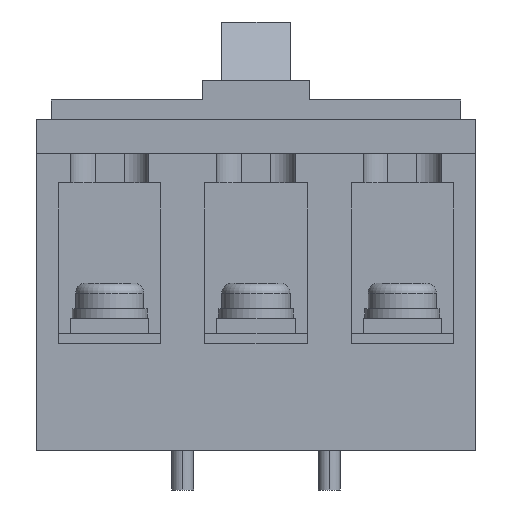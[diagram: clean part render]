
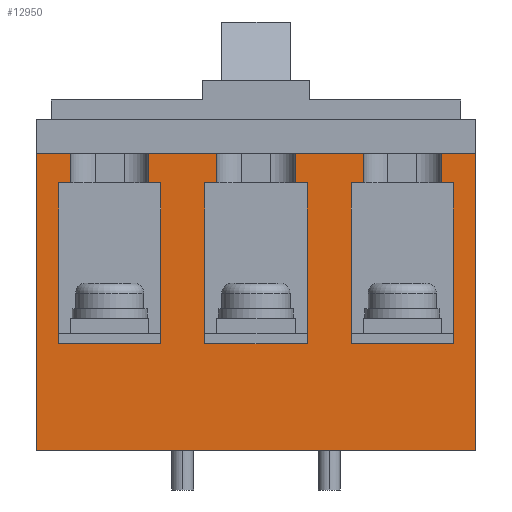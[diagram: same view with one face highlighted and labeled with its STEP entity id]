
A CAD part, front view. The second image highlights one B-rep face of the part: STEP entity #12950.
In plain terms, the highlighted planar face has unit normal (0, -1, 0).
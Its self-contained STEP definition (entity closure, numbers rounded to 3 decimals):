
#8330=CARTESIAN_POINT('',(45.,-77.5,-176.814));
#8340=VERTEX_POINT('',#8330);
#8370=CARTESIAN_POINT('',(45.,-77.5,-115.814));
#8380=DIRECTION('',(0.,0.,-1.));
#8390=VECTOR('',#8380,1.);
#8400=LINE('',#8370,#8390);
#8410=CARTESIAN_POINT('',(45.,-77.5,-115.814));
#8420=VERTEX_POINT('',#8410);
#8430=EDGE_CURVE('',#8420,#8340,#8400,.T.);
#8810=CARTESIAN_POINT('',(-45.,-77.5,-115.814));
#8820=VERTEX_POINT('',#8810);
#8850=CARTESIAN_POINT('',(-45.,-77.5,0.));
#8860=DIRECTION('',(0.,0.,-1.));
#8870=VECTOR('',#8860,1.);
#8880=LINE('',#8850,#8870);
#8890=CARTESIAN_POINT('',(-45.,-77.5,-176.814));
#8900=VERTEX_POINT('',#8890);
#8910=EDGE_CURVE('',#8820,#8900,#8880,.T.);
#9770=CARTESIAN_POINT('',(0.,-77.5,-115.814));
#9780=DIRECTION('',(-1.,0.,0.));
#9790=VECTOR('',#9780,1.);
#9800=LINE('',#9770,#9790);
#9810=CARTESIAN_POINT('',(38.,-77.5,-115.814));
#9820=VERTEX_POINT('',#9810);
#9830=EDGE_CURVE('',#8420,#9820,#9800,.T.);
#10230=CARTESIAN_POINT('',(22.,-77.5,-115.814));
#10240=VERTEX_POINT('',#10230);
#10270=CARTESIAN_POINT('',(8.,-77.5,-115.814));
#10280=VERTEX_POINT('',#10270);
#10290=EDGE_CURVE('',#10240,#10280,#9800,.T.);
#10690=CARTESIAN_POINT('',(-8.,-77.5,-115.814));
#10700=VERTEX_POINT('',#10690);
#10730=CARTESIAN_POINT('',(-22.,-77.5,-115.814));
#10740=VERTEX_POINT('',#10730);
#10750=EDGE_CURVE('',#10700,#10740,#9800,.T.);
#11150=CARTESIAN_POINT('',(-38.,-77.5,-115.814));
#11160=VERTEX_POINT('',#11150);
#11190=EDGE_CURVE('',#11160,#8820,#9800,.T.);
#11260=CARTESIAN_POINT('',(45.,-77.5,-176.814));
#11270=DIRECTION('',(0.,1.,0.));
#11280=DIRECTION('',(0.,0.,-1.));
#11290=AXIS2_PLACEMENT_3D('',#11260,#11270,#11280);
#11300=PLANE('',#11290);
#11310=CARTESIAN_POINT('',(-38.,-77.5,0.));
#11320=DIRECTION('',(0.,0.,-1.));
#11330=VECTOR('',#11320,1.);
#11340=LINE('',#11310,#11330);
#11350=CARTESIAN_POINT('',(-38.,-77.5,-121.814));
#11360=VERTEX_POINT('',#11350);
#11370=EDGE_CURVE('',#11160,#11360,#11340,.T.);
#11380=ORIENTED_EDGE('',*,*,#11370,.F.);
#11390=CARTESIAN_POINT('',(0.,-77.5,-121.814));
#11400=DIRECTION('',(1.,0.,-0.));
#11410=VECTOR('',#11400,1.);
#11420=LINE('',#11390,#11410);
#11430=CARTESIAN_POINT('',(-40.5,-77.5,-121.814));
#11440=VERTEX_POINT('',#11430);
#11450=EDGE_CURVE('',#11440,#11360,#11420,.T.);
#11460=ORIENTED_EDGE('',*,*,#11450,.T.);
#11470=CARTESIAN_POINT('',(-40.5,-77.5,0.));
#11480=DIRECTION('',(0.,0.,-1.));
#11490=VECTOR('',#11480,1.);
#11500=LINE('',#11470,#11490);
#11510=CARTESIAN_POINT('',(-40.5,-77.5,-154.814));
#11520=VERTEX_POINT('',#11510);
#11530=EDGE_CURVE('',#11440,#11520,#11500,.T.);
#11540=ORIENTED_EDGE('',*,*,#11530,.F.);
#11550=CARTESIAN_POINT('',(0.,-77.5,-154.814));
#11560=DIRECTION('',(1.,0.,-0.));
#11570=VECTOR('',#11560,1.);
#11580=LINE('',#11550,#11570);
#11590=CARTESIAN_POINT('',(-19.5,-77.5,-154.814));
#11600=VERTEX_POINT('',#11590);
#11610=EDGE_CURVE('',#11520,#11600,#11580,.T.);
#11620=ORIENTED_EDGE('',*,*,#11610,.F.);
#11630=CARTESIAN_POINT('',(-19.5,-77.5,0.));
#11640=DIRECTION('',(0.,0.,1.));
#11650=VECTOR('',#11640,1.);
#11660=LINE('',#11630,#11650);
#11670=CARTESIAN_POINT('',(-19.5,-77.5,-121.814));
#11680=VERTEX_POINT('',#11670);
#11690=EDGE_CURVE('',#11600,#11680,#11660,.T.);
#11700=ORIENTED_EDGE('',*,*,#11690,.F.);
#11710=CARTESIAN_POINT('',(-22.,-77.5,-121.814));
#11720=VERTEX_POINT('',#11710);
#11730=EDGE_CURVE('',#11720,#11680,#11420,.T.);
#11740=ORIENTED_EDGE('',*,*,#11730,.T.);
#11750=CARTESIAN_POINT('',(-22.,-77.5,0.));
#11760=DIRECTION('',(0.,0.,1.));
#11770=VECTOR('',#11760,1.);
#11780=LINE('',#11750,#11770);
#11790=EDGE_CURVE('',#11720,#10740,#11780,.T.);
#11800=ORIENTED_EDGE('',*,*,#11790,.F.);
#11810=ORIENTED_EDGE('',*,*,#10750,.T.);
#11820=CARTESIAN_POINT('',(-8.,-77.5,0.));
#11830=DIRECTION('',(0.,0.,-1.));
#11840=VECTOR('',#11830,1.);
#11850=LINE('',#11820,#11840);
#11860=CARTESIAN_POINT('',(-8.,-77.5,-121.814));
#11870=VERTEX_POINT('',#11860);
#11880=EDGE_CURVE('',#10700,#11870,#11850,.T.);
#11890=ORIENTED_EDGE('',*,*,#11880,.F.);
#11900=CARTESIAN_POINT('',(0.,-77.5,-121.814));
#11910=DIRECTION('',(1.,0.,-0.));
#11920=VECTOR('',#11910,1.);
#11930=LINE('',#11900,#11920);
#11940=CARTESIAN_POINT('',(-10.5,-77.5,-121.814));
#11950=VERTEX_POINT('',#11940);
#11960=EDGE_CURVE('',#11950,#11870,#11930,.T.);
#11970=ORIENTED_EDGE('',*,*,#11960,.T.);
#11980=CARTESIAN_POINT('',(-10.5,-77.5,0.));
#11990=DIRECTION('',(0.,0.,-1.));
#12000=VECTOR('',#11990,1.);
#12010=LINE('',#11980,#12000);
#12020=CARTESIAN_POINT('',(-10.5,-77.5,-154.814));
#12030=VERTEX_POINT('',#12020);
#12040=EDGE_CURVE('',#11950,#12030,#12010,.T.);
#12050=ORIENTED_EDGE('',*,*,#12040,.F.);
#12060=CARTESIAN_POINT('',(0.,-77.5,-154.814));
#12070=DIRECTION('',(1.,0.,-0.));
#12080=VECTOR('',#12070,1.);
#12090=LINE('',#12060,#12080);
#12100=CARTESIAN_POINT('',(10.5,-77.5,-154.814));
#12110=VERTEX_POINT('',#12100);
#12120=EDGE_CURVE('',#12030,#12110,#12090,.T.);
#12130=ORIENTED_EDGE('',*,*,#12120,.F.);
#12140=CARTESIAN_POINT('',(10.5,-77.5,0.));
#12150=DIRECTION('',(0.,0.,1.));
#12160=VECTOR('',#12150,1.);
#12170=LINE('',#12140,#12160);
#12180=CARTESIAN_POINT('',(10.5,-77.5,-121.814));
#12190=VERTEX_POINT('',#12180);
#12200=EDGE_CURVE('',#12110,#12190,#12170,.T.);
#12210=ORIENTED_EDGE('',*,*,#12200,.F.);
#12220=CARTESIAN_POINT('',(8.,-77.5,-121.814));
#12230=VERTEX_POINT('',#12220);
#12240=EDGE_CURVE('',#12230,#12190,#11930,.T.);
#12250=ORIENTED_EDGE('',*,*,#12240,.T.);
#12260=CARTESIAN_POINT('',(8.,-77.5,0.));
#12270=DIRECTION('',(0.,0.,1.));
#12280=VECTOR('',#12270,1.);
#12290=LINE('',#12260,#12280);
#12300=EDGE_CURVE('',#12230,#10280,#12290,.T.);
#12310=ORIENTED_EDGE('',*,*,#12300,.F.);
#12320=ORIENTED_EDGE('',*,*,#10290,.T.);
#12330=CARTESIAN_POINT('',(22.,-77.5,0.));
#12340=DIRECTION('',(0.,0.,-1.));
#12350=VECTOR('',#12340,1.);
#12360=LINE('',#12330,#12350);
#12370=CARTESIAN_POINT('',(22.,-77.5,-121.814));
#12380=VERTEX_POINT('',#12370);
#12390=EDGE_CURVE('',#10240,#12380,#12360,.T.);
#12400=ORIENTED_EDGE('',*,*,#12390,.F.);
#12410=CARTESIAN_POINT('',(0.,-77.5,-121.814));
#12420=DIRECTION('',(1.,0.,-0.));
#12430=VECTOR('',#12420,1.);
#12440=LINE('',#12410,#12430);
#12450=CARTESIAN_POINT('',(19.5,-77.5,-121.814));
#12460=VERTEX_POINT('',#12450);
#12470=EDGE_CURVE('',#12460,#12380,#12440,.T.);
#12480=ORIENTED_EDGE('',*,*,#12470,.T.);
#12490=CARTESIAN_POINT('',(19.5,-77.5,0.));
#12500=DIRECTION('',(0.,0.,-1.));
#12510=VECTOR('',#12500,1.);
#12520=LINE('',#12490,#12510);
#12530=CARTESIAN_POINT('',(19.5,-77.5,-154.814));
#12540=VERTEX_POINT('',#12530);
#12550=EDGE_CURVE('',#12460,#12540,#12520,.T.);
#12560=ORIENTED_EDGE('',*,*,#12550,.F.);
#12570=CARTESIAN_POINT('',(0.,-77.5,-154.814));
#12580=DIRECTION('',(1.,0.,-0.));
#12590=VECTOR('',#12580,1.);
#12600=LINE('',#12570,#12590);
#12610=CARTESIAN_POINT('',(40.5,-77.5,-154.814));
#12620=VERTEX_POINT('',#12610);
#12630=EDGE_CURVE('',#12540,#12620,#12600,.T.);
#12640=ORIENTED_EDGE('',*,*,#12630,.F.);
#12650=CARTESIAN_POINT('',(40.5,-77.5,0.));
#12660=DIRECTION('',(0.,0.,1.));
#12670=VECTOR('',#12660,1.);
#12680=LINE('',#12650,#12670);
#12690=CARTESIAN_POINT('',(40.5,-77.5,-121.814));
#12700=VERTEX_POINT('',#12690);
#12710=EDGE_CURVE('',#12620,#12700,#12680,.T.);
#12720=ORIENTED_EDGE('',*,*,#12710,.F.);
#12730=CARTESIAN_POINT('',(38.,-77.5,-121.814));
#12740=VERTEX_POINT('',#12730);
#12750=EDGE_CURVE('',#12740,#12700,#12440,.T.);
#12760=ORIENTED_EDGE('',*,*,#12750,.T.);
#12770=CARTESIAN_POINT('',(38.,-77.5,0.));
#12780=DIRECTION('',(0.,0.,1.));
#12790=VECTOR('',#12780,1.);
#12800=LINE('',#12770,#12790);
#12810=EDGE_CURVE('',#12740,#9820,#12800,.T.);
#12820=ORIENTED_EDGE('',*,*,#12810,.F.);
#12830=ORIENTED_EDGE('',*,*,#9830,.T.);
#12840=ORIENTED_EDGE('',*,*,#8430,.F.);
#12850=CARTESIAN_POINT('',(0.,-77.5,-176.814));
#12860=DIRECTION('',(-1.,0.,0.));
#12870=VECTOR('',#12860,1.);
#12880=LINE('',#12850,#12870);
#12890=EDGE_CURVE('',#8340,#8900,#12880,.T.);
#12900=ORIENTED_EDGE('',*,*,#12890,.F.);
#12910=ORIENTED_EDGE('',*,*,#8910,.T.);
#12920=ORIENTED_EDGE('',*,*,#11190,.T.);
#12930=EDGE_LOOP('',(#12920,#12910,#12900,#12840,#12830,#12820,#12760,
#12720,#12640,#12560,#12480,#12400,#12320,#12310,#12250,#12210,#12130,
#12050,#11970,#11890,#11810,#11800,#11740,#11700,#11620,#11540,#11460,
#11380));
#12940=FACE_OUTER_BOUND('',#12930,.T.);
#12950=ADVANCED_FACE('',(#12940),#11300,.F.);
